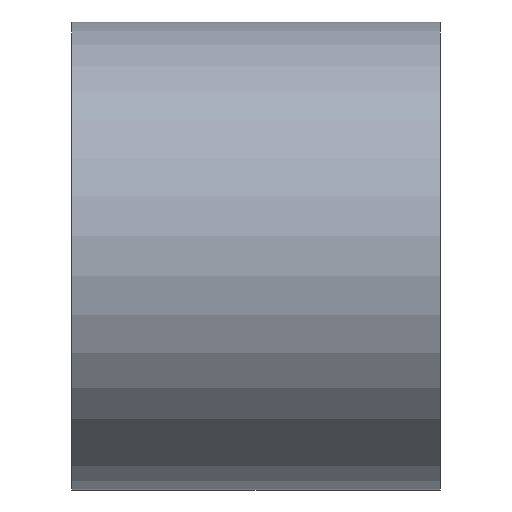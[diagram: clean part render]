
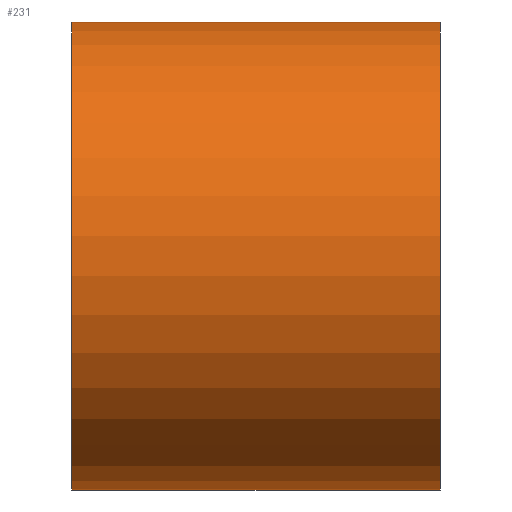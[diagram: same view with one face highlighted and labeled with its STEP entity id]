
A CAD part, top view. The second image highlights one B-rep face of the part: STEP entity #231.
In plain terms, the highlighted cylindrical face has radius 5.087 mm (diameter 10.174 mm), a partial arc.
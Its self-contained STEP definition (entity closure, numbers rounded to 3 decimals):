
#179=CARTESIAN_POINT('Vertex',(113.,-4.277,-5.253)) ;
#182=CARTESIAN_POINT('Line Origine',(109.,-4.277,-5.253)) ;
#186=CARTESIAN_POINT('Vertex',(105.,-4.277,-5.253)) ;
#201=CARTESIAN_POINT('Axis2P3D Location',(109.,0.,-2.5)) ;
#206=CARTESIAN_POINT('Axis2P3D Location',(105.,0.,-2.5)) ;
#210=CARTESIAN_POINT('Vertex',(105.,4.277,-5.253)) ;
#213=CARTESIAN_POINT('Axis2P3D Location',(113.,0.,-2.5)) ;
#217=CARTESIAN_POINT('Vertex',(113.,4.277,-5.253)) ;
#220=CARTESIAN_POINT('Line Origine',(109.,4.277,-5.253)) ;
#183=DIRECTION('Vector Direction',(-1.,0.,0.)) ;
#202=DIRECTION('Axis2P3D Direction',(1.,0.,0.)) ;
#203=DIRECTION('Axis2P3D XDirection',(0.,0.747,-0.665)) ;
#207=DIRECTION('Axis2P3D Direction',(1.,0.,0.)) ;
#214=DIRECTION('Axis2P3D Direction',(1.,0.,0.)) ;
#221=DIRECTION('Vector Direction',(1.,0.,0.)) ;
#204=AXIS2_PLACEMENT_3D('Cylinder Axis2P3D',#201,#202,#203) ;
#208=AXIS2_PLACEMENT_3D('Circle Axis2P3D',#206,#207,$) ;
#215=AXIS2_PLACEMENT_3D('Circle Axis2P3D',#213,#214,$) ;
#226=ORIENTED_EDGE('',*,*,#212,.F.) ;
#227=ORIENTED_EDGE('',*,*,#188,.F.) ;
#228=ORIENTED_EDGE('',*,*,#219,.T.) ;
#229=ORIENTED_EDGE('',*,*,#224,.T.) ;
#184=VECTOR('Line Direction',#183,1.) ;
#222=VECTOR('Line Direction',#221,1.) ;
#231=ADVANCED_FACE('Stopper',(#230),#205,.T.) ;
#209=CIRCLE('generated circle',#208,5.087) ;
#216=CIRCLE('generated circle',#215,5.087) ;
#205=CYLINDRICAL_SURFACE('generated cylinder',#204,5.087) ;
#188=EDGE_CURVE('',#180,#187,#185,.T.) ;
#212=EDGE_CURVE('',#187,#211,#209,.F.) ;
#219=EDGE_CURVE('',#180,#218,#216,.F.) ;
#224=EDGE_CURVE('',#218,#211,#223,.F.) ;
#225=EDGE_LOOP('',(#226,#227,#228,#229)) ;
#230=FACE_OUTER_BOUND('',#225,.T.) ;
#185=LINE('Line',#182,#184) ;
#223=LINE('Line',#220,#222) ;
#180=VERTEX_POINT('',#179) ;
#187=VERTEX_POINT('',#186) ;
#211=VERTEX_POINT('',#210) ;
#218=VERTEX_POINT('',#217) ;
